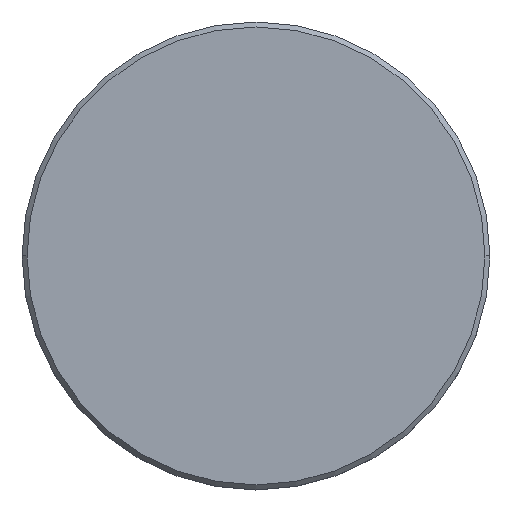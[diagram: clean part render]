
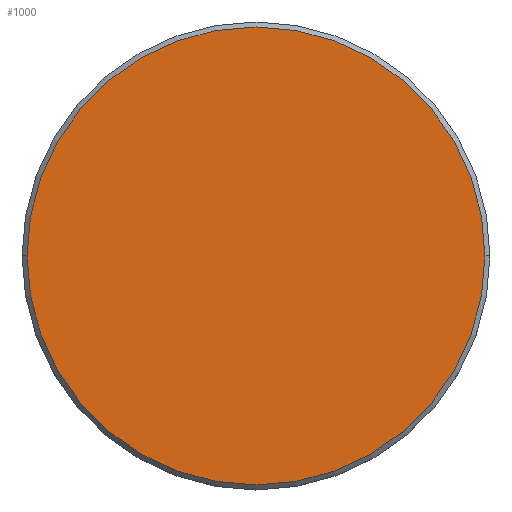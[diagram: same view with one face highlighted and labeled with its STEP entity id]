
A CAD part, top view. The second image highlights one B-rep face of the part: STEP entity #1000.
In plain terms, the highlighted planar face has unit normal (0, 0, 1).
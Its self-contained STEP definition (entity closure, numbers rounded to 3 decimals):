
#11 = ORIENTED_EDGE ( 'NONE', *, *, #1085, .T. ) ;
#21 = CARTESIAN_POINT ( 'NONE',  ( 23., 0., 0. ) ) ;
#110 = ORIENTED_EDGE ( 'NONE', *, *, #384, .T. ) ;
#112 = DIRECTION ( 'NONE',  ( 0., 0., 1. ) ) ;
#121 = FACE_OUTER_BOUND ( 'NONE', #746, .T. ) ;
#221 = PLANE ( 'NONE',  #721 ) ;
#378 = AXIS2_PLACEMENT_3D ( 'NONE', #1107, #572, #1017 ) ;
#384 = EDGE_CURVE ( 'NONE', #619, #1027, #641, .T. ) ;
#388 = CARTESIAN_POINT ( 'NONE',  ( -23., 0., 0. ) ) ;
#402 = DIRECTION ( 'NONE',  ( 0., 0., 1. ) ) ;
#491 = CARTESIAN_POINT ( 'NONE',  ( 0., 0., 0. ) ) ;
#572 = DIRECTION ( 'NONE',  ( 0., 0., 1. ) ) ;
#619 = VERTEX_POINT ( 'NONE', #388 ) ;
#641 = CIRCLE ( 'NONE', #1132, 23. ) ;
#677 = CARTESIAN_POINT ( 'NONE',  ( 0., 0., 0. ) ) ;
#721 = AXIS2_PLACEMENT_3D ( 'NONE', #491, #112, #852 ) ;
#746 = EDGE_LOOP ( 'NONE', ( #110, #11 ) ) ;
#754 = CIRCLE ( 'NONE', #378, 23. ) ;
#766 = DIRECTION ( 'NONE',  ( 1., 0., 0. ) ) ;
#852 = DIRECTION ( 'NONE',  ( 1., 0., 0. ) ) ;
#1000 = ADVANCED_FACE ( 'NONE', ( #121 ), #221, .T. ) ;
#1017 = DIRECTION ( 'NONE',  ( 1., 0., 0. ) ) ;
#1027 = VERTEX_POINT ( 'NONE', #21 ) ;
#1085 = EDGE_CURVE ( 'NONE', #1027, #619, #754, .T. ) ;
#1107 = CARTESIAN_POINT ( 'NONE',  ( 0., 0., 0. ) ) ;
#1132 = AXIS2_PLACEMENT_3D ( 'NONE', #677, #402, #766 ) ;
